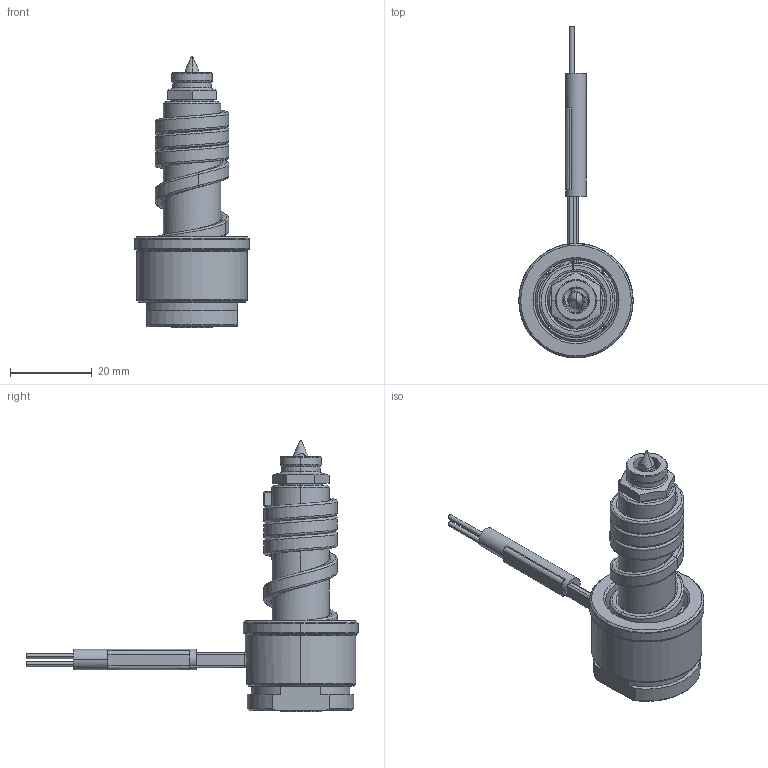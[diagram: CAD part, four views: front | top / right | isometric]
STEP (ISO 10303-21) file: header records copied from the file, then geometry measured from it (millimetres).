
FILE_DESCRIPTION((''),'2;1');
FILE_NAME('ML-66-BKU-N','2014-03-03T',('Íàòàëüÿ'),('IMID'),'PRO/ENGINEER BY PARAMETRIC TECHNOLOGY CORPORATION, 2010180','PRO/ENGINEER BY PARAMETRIC TECHNOLOGY CORPORATION, 2010180','');
FILE_SCHEMA(('CONFIG_CONTROL_DESIGN'));
Length unit declared in the file: millimetre
Products named in the file (1): ML-66-BKU-N
Bounding box: 28 x 81 x 66.2 mm (x, y, z)
Volume: 17420.4 mm3; surface area: 12269.9 mm2
Topology: 1 solids, 9 shells, 326 faces, 856 edges, 514 vertices
Faces by surface type: cylinder 101, bspline 63, plane 58, cone 58, torus 28, revolution 9, extrusion 7, sphere 2
Entity records: 16142 total; most frequent: CARTESIAN_POINT 8481, ORIENTED_EDGE 1684, DIRECTION 1464, EDGE_CURVE 854, AXIS2_PLACEMENT_3D 589, VERTEX_POINT 514, EDGE_LOOP 352, CIRCLE 341
